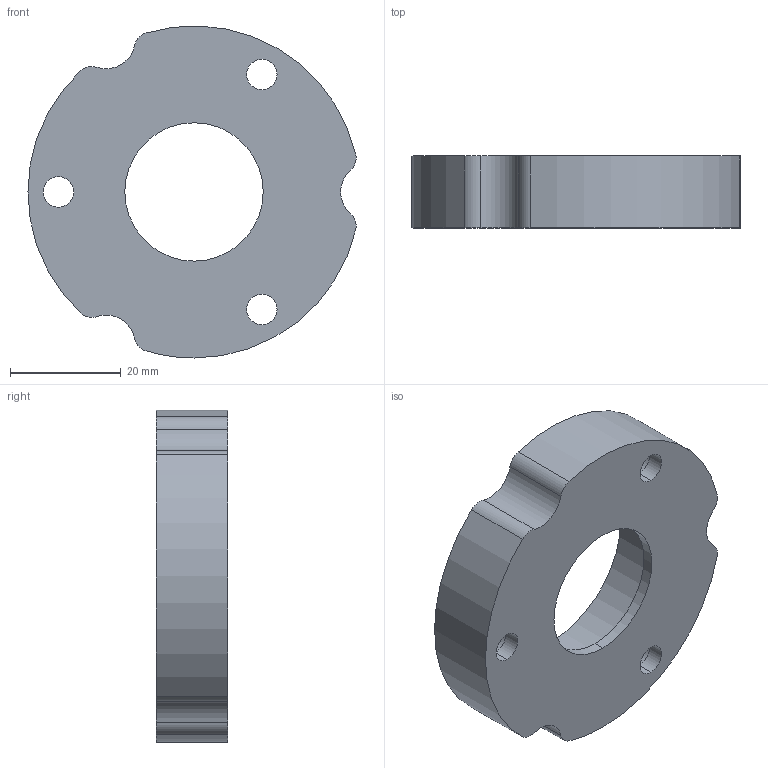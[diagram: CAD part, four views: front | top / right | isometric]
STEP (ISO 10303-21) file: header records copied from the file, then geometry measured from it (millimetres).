
FILE_DESCRIPTION (( 'STEP AP214' ), '1' );
FILE_NAME ('Hoverboard Motor Stator Clamp 2.STEP', '2025-04-06T20:34:02', ( '' ), ( '' ), 'SwSTEP 2.0', 'SolidWorks 2022', '' );
FILE_SCHEMA (( 'AUTOMOTIVE_DESIGN' ));
Length unit declared in the file: millimetre
Products named in the file (1): Hoverboard Motor Stator Clamp 2
Bounding box: 59.27 x 13 x 59.98 mm (x, y, z)
Volume: 22903.2 mm3; surface area: 9050.9 mm2
Topology: 1 solids, 1 shells, 37 faces, 93 edges, 62 vertices
Faces by surface type: cylinder 31, plane 6
Entity records: 1199 total; most frequent: DIRECTION 231, CARTESIAN_POINT 193, ORIENTED_EDGE 186, AXIS2_PLACEMENT_3D 100, EDGE_CURVE 93, VERTEX_POINT 62, CIRCLE 62, EDGE_LOOP 49
